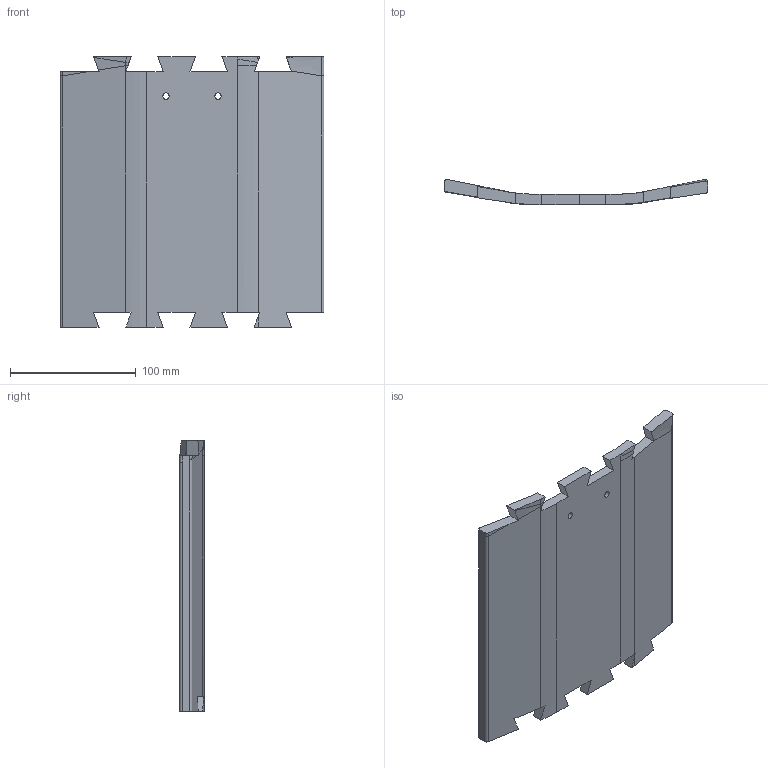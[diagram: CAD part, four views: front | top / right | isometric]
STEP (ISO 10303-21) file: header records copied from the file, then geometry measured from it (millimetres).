
FILE_DESCRIPTION(/* description */ (''),/* implementation_level */ '2;1');
FILE_NAME(/* name */ 'bridge.stp',/* time_stamp */ '2024-12-15T01:21:00-08:00',/* author */ ('devan'),/* organization */ (''),/* preprocessor_version */ 'ST-DEVELOPER v20',/* originating_system */ 'Autodesk Inventor 2025',/* authorisation */ '');
FILE_SCHEMA (('AUTOMOTIVE_DESIGN { 1 0 10303 214 3 1 1 }'));
Length unit declared in the file: millimetre
Products named in the file (1): 32
Bounding box: 209.55 x 19.72 x 215.2 mm (x, y, z)
Volume: 364499.3 mm3; surface area: 94974.8 mm2
Topology: 1 solids, 1 shells, 75 faces, 209 edges, 136 vertices
Faces by surface type: plane 38, bspline 24, cylinder 11, cone 2
Full cylindrical faces by diameter (mm): 5 x2
Entity records: 3074 total; most frequent: CARTESIAN_POINT 1261, ORIENTED_EDGE 418, DIRECTION 290, EDGE_CURVE 209, VERTEX_POINT 136, LINE 102, VECTOR 102, AXIS2_PLACEMENT_3D 94
